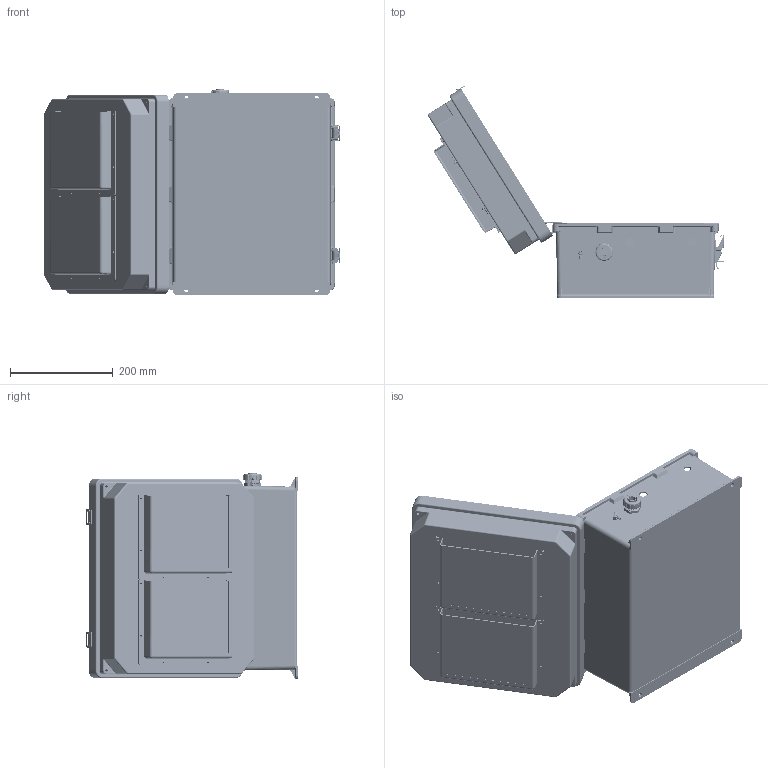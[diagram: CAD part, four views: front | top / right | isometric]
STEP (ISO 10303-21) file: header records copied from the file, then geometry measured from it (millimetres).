
FILE_DESCRIPTION (( 'STEP AP214' ), '1' );
FILE_NAME ('TEF141207-20F.STEP', '2018-11-20T18:00:39', ( '' ), ( '' ), 'SwSTEP 2.0', 'SolidWorks 2017', '' );
FILE_SCHEMA (( 'AUTOMOTIVE_DESIGN' ));
Length unit declared in the file: inch
Products named in the file (30): XC-0003; XMH-0004-1; NB141207-DoorClasp-2; XMH-0002; NB141207-DoorClasp-1; Fan Screen-120x120 ALUM; NB141207-Lid-Vented; XFN-0002; NB141207-Hinge; XM220-01-UL; NB141207-Box; NEMA_20F_GroundWire; XF903-01; TEF141207-20F; XF797-02; XFS-0017; 10-32 NEMA PLATE SCREW; XFN-0013; XCTB-0002; XCT-0011; XCT-0010; XF451-01; XFW-0002; MJSCVR; XFN-0003; 1AM07-189; XCT-0005; XFS-0023_92470A148; XFS-0026; XFS-0024_90184A168
Assembly tree (63 placements, depth 2):
  TEF141207-20F
    NB141207-Box
    NB141207-Hinge  x2
    NB141207-Lid-Vented
    NB141207-DoorClasp-1  x2
    NB141207-DoorClasp-2  x2
    XC-0003
    XFS-0026
    XCT-0005
    XFN-0003  x2
    XFW-0002
    XF451-01
    XCT-0010
    XCT-0011
    XCTB-0002
    XFN-0013  x2
    10-32 NEMA PLATE SCREW  x4
    XFS-0017  x5
    XF797-02
    XF903-01  x4
    NEMA_20F_GroundWire
    XM220-01-UL  x2
    XFN-0002  x8
    Fan Screen-120x120 ALUM  x2
    XMH-0002
    XMH-0004-1
    XFS-0024_90184A168  x4
    XFS-0023_92470A148  x4
    1AM07-189  x2
    MJSCVR  x4
Bounding box: 578.07 x 413.05 x 402.37 mm (x, y, z)
Volume: 2566783.1 mm3; surface area: 1698689.2 mm2
Topology: 70 solids, 71 shells, 5555 faces, 15099 edges, 9725 vertices
Faces by surface type: plane 2159, cylinder 1883, bspline 619, cone 575, torus 283, sphere 36
Full cylindrical faces by diameter (mm): 0.269 x546, 2.705 x16, 2.844 x1, 3.15 x4, 3.175 x16, 3.302 x4, 3.378 x20, 3.411 x4, 3.505 x2, 3.556 x9, 3.607 x1, 3.683 x2, 3.934 x1, 3.962 x2, 4.064 x4, 4.496 x24, 4.572 x2, 5.004 x1, 5.182 x1, 5.3 x2, 5.436 x8, 5.639 x1, 6.35 x4, 6.5 x4, 6.655 x5, 6.667 x3, 7.163 x3, 7.62 x3, 8 x4, 8.928 x4
Entity records: 140885 total; most frequent: CARTESIAN_POINT 48889, ORIENTED_EDGE 15820, DIRECTION 15244, EDGE_CURVE 7910, AXIS2_PLACEMENT_3D 5731, VERTEX_POINT 5405, EDGE_LOOP 4859, FACE_OUTER_BOUND 3798
